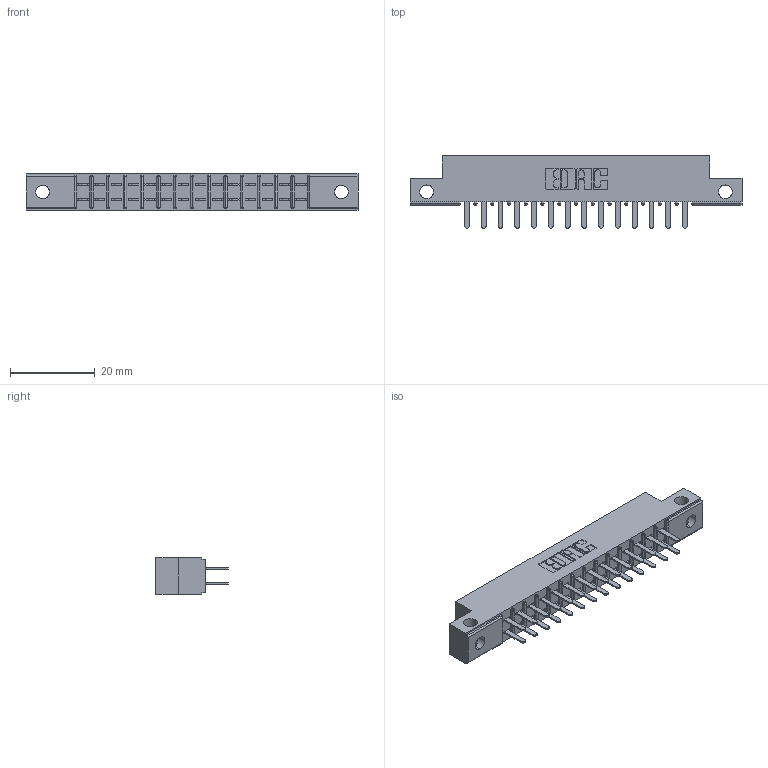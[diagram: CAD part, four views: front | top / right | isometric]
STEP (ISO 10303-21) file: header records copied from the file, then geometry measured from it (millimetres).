
FILE_DESCRIPTION (( 'STEP AP203' ), '1' );
FILE_NAME ('315-028-520-212.STEP', '2020-09-20T02:11:47', ( '' ), ( '' ), 'SwSTEP 2.0', 'SolidWorks 2020', '' );
FILE_SCHEMA (( 'CONFIG_CONTROL_DESIGN' ));
Length unit declared in the file: inch
Products named in the file (3): 305-290-001_520; 315-028-520-212; 305 Part_.128 Dia
Assembly tree (29 placements, depth 2):
  315-028-520-212
    305 Part_.128 Dia
    305-290-001_520  x28
Bounding box: 78.49 x 17.09 x 8.71 mm (x, y, z)
Volume: 4800.7 mm3; surface area: 8601.2 mm2
Topology: 29 solids, 29 shells, 1416 faces, 4034 edges, 2608 vertices
Faces by surface type: plane 824, cylinder 536, sphere 56
Entity records: 18853 total; most frequent: CARTESIAN_POINT 3168, ORIENTED_EDGE 3096, DIRECTION 3026, EDGE_CURVE 1548, LINE 1206, VECTOR 1206, VERTEX_POINT 988, AXIS2_PLACEMENT_3D 910
